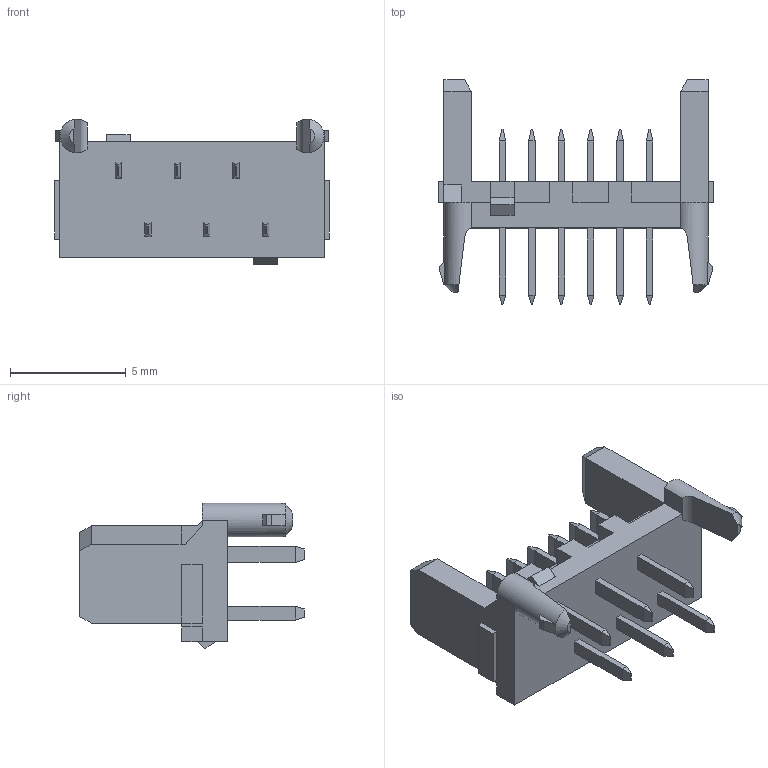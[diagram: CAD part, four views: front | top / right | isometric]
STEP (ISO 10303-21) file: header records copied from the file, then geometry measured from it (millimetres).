
FILE_DESCRIPTION((''),'2;1');
FILE_NAME('903253006','2017-10-09T',('ghp'),(''),'PRO/ENGINEER BY PARAMETRIC TECHNOLOGY CORPORATION, 2012310','PRO/ENGINEER BY PARAMETRIC TECHNOLOGY CORPORATION, 2012310','');
FILE_SCHEMA(('CONFIG_CONTROL_DESIGN'));
Length unit declared in the file: millimetre
Products named in the file (1): 903253006
Bounding box: 11.86 x 9.7 x 6.28 mm (x, y, z)
Volume: 154.5 mm3; surface area: 395.8 mm2
Topology: 1 solids, 1 shells, 203 faces, 515 edges, 326 vertices
Faces by surface type: plane 197, cylinder 4, cone 2
Entity records: 5995 total; most frequent: CARTESIAN_POINT 1106, ORIENTED_EDGE 998, DIRECTION 937, EDGE_CURVE 499, VECTOR 469, LINE 469, VERTEX_POINT 310, AXIS2_PLACEMENT_3D 234
